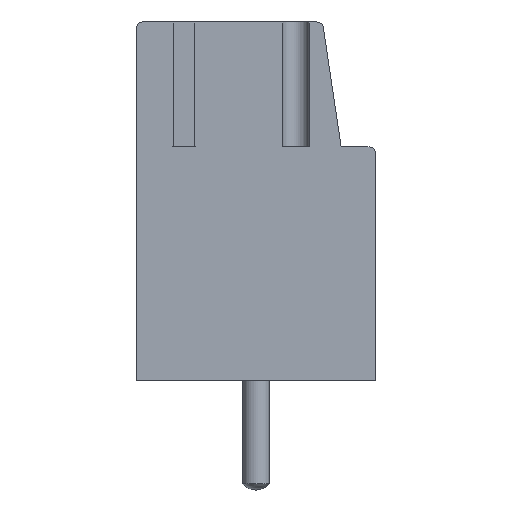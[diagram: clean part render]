
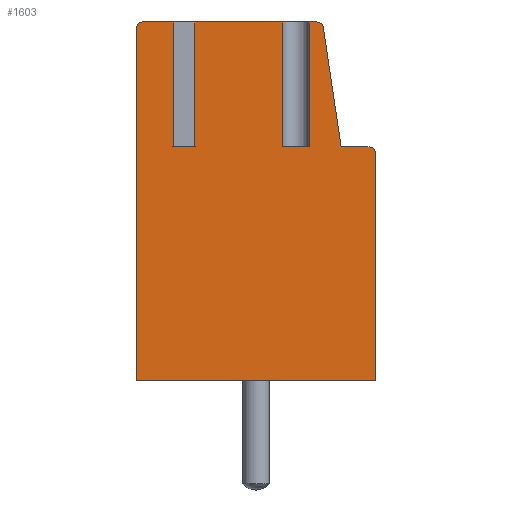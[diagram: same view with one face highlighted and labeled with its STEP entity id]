
A CAD part, left-side view. The second image highlights one B-rep face of the part: STEP entity #1603.
In plain terms, the highlighted planar face has unit normal (-1, 0, 0).
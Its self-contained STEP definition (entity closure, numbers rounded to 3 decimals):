
#1603=ADVANCED_FACE('',(#5048),#5050,.T.);
#5048=FACE_BOUND('',#5049,.T.);
#5049=EDGE_LOOP('',(#7996,#7997,#7998,#7999,#8000,#8001,#8002,#8003,#8004,#8005,
#8006,#8007,#8008,#8009,#8010,#8011,#8012));
#5050=PLANE('',#5051);
#5051=AXIS2_PLACEMENT_3D('',#5052,#5053,#5054);
#5052=CARTESIAN_POINT('',(-2.5,0.,0.));
#5053=DIRECTION('',(-1.,0.,0.));
#5054=DIRECTION('',(0.,0.,-1.));
#7996=ORIENTED_EDGE('',*,*,#9799,.T.);
#7997=ORIENTED_EDGE('',*,*,#9568,.T.);
#7998=ORIENTED_EDGE('',*,*,#9798,.T.);
#7999=ORIENTED_EDGE('',*,*,#9800,.T.);
#8000=ORIENTED_EDGE('',*,*,#9801,.T.);
#8001=ORIENTED_EDGE('',*,*,#9693,.T.);
#8002=ORIENTED_EDGE('',*,*,#9802,.T.);
#8003=ORIENTED_EDGE('',*,*,#9803,.T.);
#8004=ORIENTED_EDGE('',*,*,#9804,.T.);
#8005=ORIENTED_EDGE('',*,*,#9805,.T.);
#8006=ORIENTED_EDGE('',*,*,#9574,.T.);
#8007=ORIENTED_EDGE('',*,*,#9806,.T.);
#8008=ORIENTED_EDGE('',*,*,#9807,.T.);
#8009=ORIENTED_EDGE('',*,*,#9808,.T.);
#8010=ORIENTED_EDGE('',*,*,#9572,.T.);
#8011=ORIENTED_EDGE('',*,*,#9809,.T.);
#8012=ORIENTED_EDGE('',*,*,#9810,.T.);
#9568=EDGE_CURVE('',#10761,#10759,#10762,.T.);
#9572=EDGE_CURVE('',#10769,#10767,#10770,.T.);
#9574=EDGE_CURVE('',#10773,#10771,#10774,.T.);
#9693=EDGE_CURVE('',#10987,#10985,#10988,.T.);
#9798=EDGE_CURVE('',#10759,#11156,#11158,.T.);
#9799=EDGE_CURVE('',#11159,#10761,#11160,.F.);
#9800=EDGE_CURVE('',#11156,#11161,#11162,.T.);
#9801=EDGE_CURVE('',#11161,#10987,#11163,.T.);
#9802=EDGE_CURVE('',#10985,#11164,#11165,.T.);
#9803=EDGE_CURVE('',#11164,#11166,#11167,.T.);
#9804=EDGE_CURVE('',#11166,#11168,#11169,.T.);
#9805=EDGE_CURVE('',#11168,#10773,#11170,.T.);
#9806=EDGE_CURVE('',#10771,#11171,#11172,.F.);
#9807=EDGE_CURVE('',#11171,#11173,#11174,.T.);
#9808=EDGE_CURVE('',#11173,#10769,#11175,.T.);
#9809=EDGE_CURVE('',#10767,#11176,#11177,.F.);
#9810=EDGE_CURVE('',#11176,#11159,#11178,.T.);
#10759=VERTEX_POINT('',#12814);
#10761=VERTEX_POINT('',#12818);
#10762=LINE('',#12819,#12820);
#10767=VERTEX_POINT('',#12830);
#10769=VERTEX_POINT('',#12834);
#10770=LINE('',#12835,#12836);
#10771=VERTEX_POINT('',#12838);
#10773=VERTEX_POINT('',#12843);
#10774=LINE('',#12844,#12845);
#10985=VERTEX_POINT('',#13317);
#10987=VERTEX_POINT('',#13321);
#10988=LINE('',#13322,#13323);
#11156=VERTEX_POINT('',#13715);
#11158=CIRCLE('',#13719,0.25);
#11159=VERTEX_POINT('',#13723);
#11160=LINE('',#13724,#13725);
#11161=VERTEX_POINT('',#13727);
#11162=LINE('',#13728,#13729);
#11163=LINE('',#13731,#13732);
#11164=VERTEX_POINT('',#13734);
#11165=CIRCLE('',#13735,0.25);
#11166=VERTEX_POINT('',#13739);
#11167=LINE('',#13740,#13741);
#11168=VERTEX_POINT('',#13743);
#11169=LINE('',#13744,#13745);
#11170=CIRCLE('',#13747,0.25);
#11171=VERTEX_POINT('',#13751);
#11172=LINE('',#13752,#13753);
#11173=VERTEX_POINT('',#13755);
#11174=LINE('',#13756,#13757);
#11175=LINE('',#13759,#13760);
#11176=VERTEX_POINT('',#13762);
#11177=LINE('',#13763,#13764);
#11178=LINE('',#13766,#13767);
#12814=CARTESIAN_POINT('',(-2.5,4.25,13.5));
#12818=CARTESIAN_POINT('',(-2.5,3.1,13.5));
#12819=CARTESIAN_POINT('',(-2.5,3.1,13.5));
#12820=VECTOR('',#12821,1.);
#12821=DIRECTION('',(0.,1.,0.));
#12830=CARTESIAN_POINT('',(-2.5,2.3,13.5));
#12834=CARTESIAN_POINT('',(-2.5,-1.,13.5));
#12835=CARTESIAN_POINT('',(-2.5,-1.,13.5));
#12836=VECTOR('',#12837,1.);
#12837=DIRECTION('',(0.,1.,0.));
#12838=CARTESIAN_POINT('',(-2.5,-2.,13.5));
#12843=CARTESIAN_POINT('',(-2.5,-2.284,13.5));
#12844=CARTESIAN_POINT('',(-2.5,-2.284,13.5));
#12845=VECTOR('',#12846,1.);
#12846=DIRECTION('',(0.,1.,0.));
#13317=CARTESIAN_POINT('',(-2.5,-4.5,8.55));
#13321=CARTESIAN_POINT('',(-2.5,-4.5,0.));
#13322=CARTESIAN_POINT('',(-2.5,-4.5,0.));
#13323=VECTOR('',#13324,1.);
#13324=DIRECTION('',(0.,0.,1.));
#13715=CARTESIAN_POINT('',(-2.5,4.5,13.25));
#13719=AXIS2_PLACEMENT_3D('',#13720,#13721,#13722);
#13720=CARTESIAN_POINT('',(-2.5,4.25,13.25));
#13721=DIRECTION('',(-1.,-0.,-0.));
#13722=DIRECTION('',(0.,0.,1.));
#13723=CARTESIAN_POINT('',(-2.5,3.1,8.8));
#13724=CARTESIAN_POINT('',(-2.5,3.1,13.5));
#13725=VECTOR('',#13726,1.);
#13726=DIRECTION('',(0.,0.,-1.));
#13727=CARTESIAN_POINT('',(-2.5,4.5,0.));
#13728=CARTESIAN_POINT('',(-2.5,4.5,13.25));
#13729=VECTOR('',#13730,1.);
#13730=DIRECTION('',(0.,0.,-1.));
#13731=CARTESIAN_POINT('',(-2.5,4.5,0.));
#13732=VECTOR('',#13733,1.);
#13733=DIRECTION('',(0.,-1.,0.));
#13734=CARTESIAN_POINT('',(-2.5,-4.25,8.8));
#13735=AXIS2_PLACEMENT_3D('',#13736,#13737,#13738);
#13736=CARTESIAN_POINT('',(-2.5,-4.25,8.55));
#13737=DIRECTION('',(-1.,-0.,-0.));
#13738=DIRECTION('',(0.,-1.,0.));
#13739=CARTESIAN_POINT('',(-2.5,-3.2,8.8));
#13740=CARTESIAN_POINT('',(-2.5,-4.25,8.8));
#13741=VECTOR('',#13742,1.);
#13742=DIRECTION('',(0.,1.,0.));
#13743=CARTESIAN_POINT('',(-2.5,-2.532,13.287));
#13744=CARTESIAN_POINT('',(-2.5,-3.2,8.8));
#13745=VECTOR('',#13746,1.);
#13746=DIRECTION('',(0.,0.147,0.989));
#13747=AXIS2_PLACEMENT_3D('',#13748,#13749,#13750);
#13748=CARTESIAN_POINT('',(-2.5,-2.284,13.25));
#13749=DIRECTION('',(-1.,-0.,-0.));
#13750=DIRECTION('',(0.,-0.989,0.147));
#13751=CARTESIAN_POINT('',(-2.5,-2.,8.8));
#13752=CARTESIAN_POINT('',(-2.5,-2.,8.8));
#13753=VECTOR('',#13754,1.);
#13754=DIRECTION('',(0.,0.,1.));
#13755=CARTESIAN_POINT('',(-2.5,-1.,8.8));
#13756=CARTESIAN_POINT('',(-2.5,-2.,8.8));
#13757=VECTOR('',#13758,1.);
#13758=DIRECTION('',(0.,1.,0.));
#13759=CARTESIAN_POINT('',(-2.5,-1.,8.8));
#13760=VECTOR('',#13761,1.);
#13761=DIRECTION('',(0.,0.,1.));
#13762=CARTESIAN_POINT('',(-2.5,2.3,8.8));
#13763=CARTESIAN_POINT('',(-2.5,2.3,8.8));
#13764=VECTOR('',#13765,1.);
#13765=DIRECTION('',(0.,0.,1.));
#13766=CARTESIAN_POINT('',(-2.5,2.3,8.8));
#13767=VECTOR('',#13768,1.);
#13768=DIRECTION('',(0.,1.,0.));
